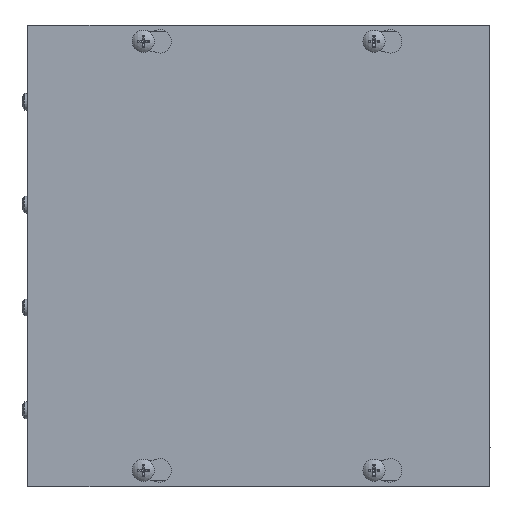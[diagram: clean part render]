
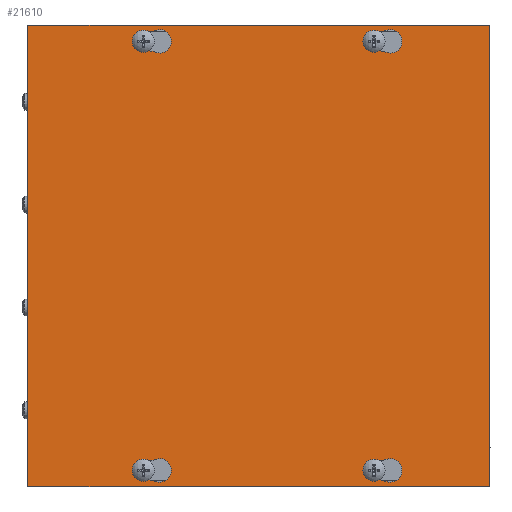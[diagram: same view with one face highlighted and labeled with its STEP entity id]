
A CAD part, top view. The second image highlights one B-rep face of the part: STEP entity #21610.
In plain terms, the highlighted planar face has unit normal (0, 0, 1).
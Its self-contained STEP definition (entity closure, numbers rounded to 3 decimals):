
#1665=LINE('',#33607,#3499);
#1670=LINE('',#33621,#3504);
#1673=LINE('',#33631,#3507);
#1678=LINE('',#33645,#3512);
#1681=LINE('',#33655,#3515);
#1686=LINE('',#33669,#3520);
#1689=LINE('',#33679,#3523);
#1694=LINE('',#33693,#3528);
#1697=LINE('',#33703,#3531);
#1701=LINE('',#33711,#3535);
#1704=LINE('',#33717,#3538);
#1707=LINE('',#33722,#3541);
#3499=VECTOR('',#26308,0.27);
#3504=VECTOR('',#26321,0.27);
#3507=VECTOR('',#26332,0.27);
#3512=VECTOR('',#26345,0.27);
#3515=VECTOR('',#26356,0.27);
#3520=VECTOR('',#26369,0.27);
#3523=VECTOR('',#26380,0.27);
#3528=VECTOR('',#26393,0.27);
#3531=VECTOR('',#26404,8.);
#3535=VECTOR('',#26410,8.);
#3538=VECTOR('',#26415,8.);
#3541=VECTOR('',#26420,8.);
#4891=PLANE('',#23211);
#5465=FACE_BOUND('',#7469,.T.);
#5466=FACE_BOUND('',#7470,.T.);
#5467=FACE_BOUND('',#7471,.T.);
#5468=FACE_BOUND('',#7472,.T.);
#6070=FACE_OUTER_BOUND('',#7468,.T.);
#7468=EDGE_LOOP('',(#16565,#16566,#16567,#16568));
#7469=EDGE_LOOP('',(#16569,#16570,#16571,#16572));
#7470=EDGE_LOOP('',(#16573,#16574,#16575,#16576));
#7471=EDGE_LOOP('',(#16577,#16578,#16579,#16580));
#7472=EDGE_LOOP('',(#16581,#16582,#16583,#16584));
#8675=CIRCLE('',#23177,0.203);
#8677=CIRCLE('',#23181,0.125);
#8679=CIRCLE('',#23185,0.203);
#8681=CIRCLE('',#23189,0.125);
#8683=CIRCLE('',#23193,0.203);
#8685=CIRCLE('',#23197,0.125);
#8687=CIRCLE('',#23201,0.203);
#8689=CIRCLE('',#23205,0.125);
#9740=VERTEX_POINT('',#33605);
#9741=VERTEX_POINT('',#33606);
#9744=VERTEX_POINT('',#33614);
#9746=VERTEX_POINT('',#33620);
#9748=VERTEX_POINT('',#33629);
#9749=VERTEX_POINT('',#33630);
#9752=VERTEX_POINT('',#33638);
#9754=VERTEX_POINT('',#33644);
#9756=VERTEX_POINT('',#33653);
#9757=VERTEX_POINT('',#33654);
#9760=VERTEX_POINT('',#33662);
#9762=VERTEX_POINT('',#33668);
#9764=VERTEX_POINT('',#33677);
#9765=VERTEX_POINT('',#33678);
#9768=VERTEX_POINT('',#33686);
#9770=VERTEX_POINT('',#33692);
#9772=VERTEX_POINT('',#33701);
#9773=VERTEX_POINT('',#33702);
#9776=VERTEX_POINT('',#33710);
#9778=VERTEX_POINT('',#33716);
#12172=EDGE_CURVE('',#9740,#9741,#1665,.T.);
#12176=EDGE_CURVE('',#9744,#9740,#8675,.T.);
#12179=EDGE_CURVE('',#9746,#9744,#1670,.T.);
#12182=EDGE_CURVE('',#9741,#9746,#8677,.T.);
#12184=EDGE_CURVE('',#9748,#9749,#1673,.T.);
#12188=EDGE_CURVE('',#9752,#9748,#8679,.T.);
#12191=EDGE_CURVE('',#9754,#9752,#1678,.T.);
#12194=EDGE_CURVE('',#9749,#9754,#8681,.T.);
#12196=EDGE_CURVE('',#9756,#9757,#1681,.T.);
#12200=EDGE_CURVE('',#9760,#9756,#8683,.T.);
#12203=EDGE_CURVE('',#9762,#9760,#1686,.T.);
#12206=EDGE_CURVE('',#9757,#9762,#8685,.T.);
#12208=EDGE_CURVE('',#9764,#9765,#1689,.T.);
#12212=EDGE_CURVE('',#9768,#9764,#8687,.T.);
#12215=EDGE_CURVE('',#9770,#9768,#1694,.T.);
#12218=EDGE_CURVE('',#9765,#9770,#8689,.T.);
#12220=EDGE_CURVE('',#9772,#9773,#1697,.T.);
#12224=EDGE_CURVE('',#9773,#9776,#1701,.T.);
#12227=EDGE_CURVE('',#9776,#9778,#1704,.T.);
#12230=EDGE_CURVE('',#9778,#9772,#1707,.T.);
#16565=ORIENTED_EDGE('',*,*,#12220,.F.);
#16566=ORIENTED_EDGE('',*,*,#12230,.F.);
#16567=ORIENTED_EDGE('',*,*,#12227,.F.);
#16568=ORIENTED_EDGE('',*,*,#12224,.F.);
#16569=ORIENTED_EDGE('',*,*,#12172,.T.);
#16570=ORIENTED_EDGE('',*,*,#12182,.T.);
#16571=ORIENTED_EDGE('',*,*,#12179,.T.);
#16572=ORIENTED_EDGE('',*,*,#12176,.T.);
#16573=ORIENTED_EDGE('',*,*,#12184,.T.);
#16574=ORIENTED_EDGE('',*,*,#12194,.T.);
#16575=ORIENTED_EDGE('',*,*,#12191,.T.);
#16576=ORIENTED_EDGE('',*,*,#12188,.T.);
#16577=ORIENTED_EDGE('',*,*,#12196,.T.);
#16578=ORIENTED_EDGE('',*,*,#12206,.T.);
#16579=ORIENTED_EDGE('',*,*,#12203,.T.);
#16580=ORIENTED_EDGE('',*,*,#12200,.T.);
#16581=ORIENTED_EDGE('',*,*,#12208,.T.);
#16582=ORIENTED_EDGE('',*,*,#12218,.T.);
#16583=ORIENTED_EDGE('',*,*,#12215,.T.);
#16584=ORIENTED_EDGE('',*,*,#12212,.T.);
#21610=ADVANCED_FACE('',(#6070,#5465,#5466,#5467,#5468),#4891,.T.);
#23177=AXIS2_PLACEMENT_3D('',#33615,#26314,#26315);
#23181=AXIS2_PLACEMENT_3D('',#33626,#26326,#26327);
#23185=AXIS2_PLACEMENT_3D('',#33639,#26338,#26339);
#23189=AXIS2_PLACEMENT_3D('',#33650,#26350,#26351);
#23193=AXIS2_PLACEMENT_3D('',#33663,#26362,#26363);
#23197=AXIS2_PLACEMENT_3D('',#33674,#26374,#26375);
#23201=AXIS2_PLACEMENT_3D('',#33687,#26386,#26387);
#23205=AXIS2_PLACEMENT_3D('',#33698,#26398,#26399);
#23211=AXIS2_PLACEMENT_3D('',#33724,#26422,#26423);
#26308=DIRECTION('',(0.278,0.961,0.));
#26314=DIRECTION('center_axis',(0.,0.,-1.));
#26315=DIRECTION('ref_axis',(0.961,-0.278,0.));
#26321=DIRECTION('',(0.278,-0.961,0.));
#26326=DIRECTION('center_axis',(0.,0.,-1.));
#26327=DIRECTION('ref_axis',(-0.961,-0.278,0.));
#26332=DIRECTION('',(0.278,0.961,0.));
#26338=DIRECTION('center_axis',(0.,0.,-1.));
#26339=DIRECTION('ref_axis',(0.961,-0.278,0.));
#26345=DIRECTION('',(0.278,-0.961,0.));
#26350=DIRECTION('center_axis',(0.,0.,-1.));
#26351=DIRECTION('ref_axis',(-0.961,-0.278,0.));
#26356=DIRECTION('',(0.278,0.961,0.));
#26362=DIRECTION('center_axis',(0.,0.,-1.));
#26363=DIRECTION('ref_axis',(0.961,-0.278,0.));
#26369=DIRECTION('',(0.278,-0.961,0.));
#26374=DIRECTION('center_axis',(0.,0.,-1.));
#26375=DIRECTION('ref_axis',(-0.961,-0.278,0.));
#26380=DIRECTION('',(0.278,0.961,0.));
#26386=DIRECTION('center_axis',(0.,0.,-1.));
#26387=DIRECTION('ref_axis',(0.961,-0.278,0.));
#26393=DIRECTION('',(0.278,-0.961,0.));
#26398=DIRECTION('center_axis',(0.,0.,-1.));
#26399=DIRECTION('ref_axis',(-0.961,-0.278,0.));
#26404=DIRECTION('',(0.,1.,0.));
#26410=DIRECTION('',(1.,0.,0.));
#26415=DIRECTION('',(0.,-1.,0.));
#26420=DIRECTION('',(-1.,0.,0.));
#26422=DIRECTION('center_axis',(0.,0.,1.));
#26423=DIRECTION('ref_axis',(1.,0.,0.));
#33605=CARTESIAN_POINT('',(3.524,-2.225,0.059));
#33606=CARTESIAN_POINT('',(3.599,-1.965,0.059));
#33607=CARTESIAN_POINT('',(3.685,-1.668,0.059));
#33614=CARTESIAN_POINT('',(3.914,-2.225,0.059));
#33615=CARTESIAN_POINT('Origin',(3.719,-2.281,0.059));
#33620=CARTESIAN_POINT('',(3.839,-1.965,0.059));
#33621=CARTESIAN_POINT('',(3.429,-0.546,0.059));
#33626=CARTESIAN_POINT('Origin',(3.719,-2.,0.059));
#33629=CARTESIAN_POINT('',(-3.914,-2.225,0.059));
#33630=CARTESIAN_POINT('',(-3.839,-1.965,0.059));
#33631=CARTESIAN_POINT('',(-3.466,-0.676,0.059));
#33638=CARTESIAN_POINT('',(-3.524,-2.225,0.059));
#33639=CARTESIAN_POINT('Origin',(-3.719,-2.281,0.059));
#33644=CARTESIAN_POINT('',(-3.599,-1.965,0.059));
#33645=CARTESIAN_POINT('',(-3.722,-1.539,0.059));
#33650=CARTESIAN_POINT('Origin',(-3.719,-2.,0.059));
#33653=CARTESIAN_POINT('',(3.524,1.775,0.059));
#33654=CARTESIAN_POINT('',(3.599,2.035,0.059));
#33655=CARTESIAN_POINT('',(3.151,0.486,0.059));
#33662=CARTESIAN_POINT('',(3.914,1.775,0.059));
#33663=CARTESIAN_POINT('Origin',(3.719,1.719,0.059));
#33668=CARTESIAN_POINT('',(3.839,2.035,0.059));
#33669=CARTESIAN_POINT('',(3.962,1.608,0.059));
#33674=CARTESIAN_POINT('Origin',(3.719,2.,0.059));
#33677=CARTESIAN_POINT('',(-3.914,1.775,0.059));
#33678=CARTESIAN_POINT('',(-3.839,2.035,0.059));
#33679=CARTESIAN_POINT('',(-4.,1.478,0.059));
#33686=CARTESIAN_POINT('',(-3.524,1.775,0.059));
#33687=CARTESIAN_POINT('Origin',(-3.719,1.719,0.059));
#33692=CARTESIAN_POINT('',(-3.599,2.035,0.059));
#33693=CARTESIAN_POINT('',(-3.188,0.616,0.059));
#33698=CARTESIAN_POINT('Origin',(-3.719,2.,0.059));
#33701=CARTESIAN_POINT('',(-4.,-4.,0.059));
#33702=CARTESIAN_POINT('',(-4.,4.,0.059));
#33703=CARTESIAN_POINT('',(-4.,-4.,0.059));
#33710=CARTESIAN_POINT('',(4.,4.,0.059));
#33711=CARTESIAN_POINT('',(-4.,4.,0.059));
#33716=CARTESIAN_POINT('',(4.,-4.,0.059));
#33717=CARTESIAN_POINT('',(4.,4.,0.059));
#33722=CARTESIAN_POINT('',(4.,-4.,0.059));
#33724=CARTESIAN_POINT('Origin',(0.,0.,0.059));
